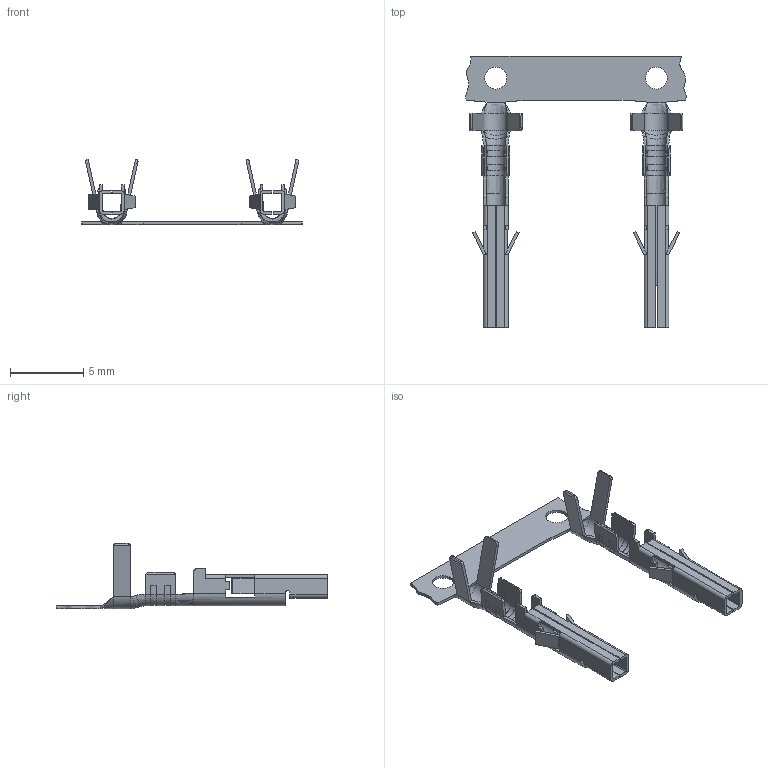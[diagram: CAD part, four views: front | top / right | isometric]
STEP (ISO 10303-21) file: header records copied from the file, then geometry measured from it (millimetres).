
FILE_DESCRIPTION( ( 'Unknown' ), '1' );
FILE_NAME( '64900613722.stp', 'Unknown', ( 'Unknown' ), ( 'Unknown' ), 'PSStep 17.0.49', 'Unknown', ' ' );
FILE_SCHEMA( ( 'AUTOMOTIVE_DESIGN { 1 0 10303 214 1 1 1 1 }' ) );
Length unit declared in the file: millimetre
Products named in the file (1): 1
Bounding box: 15.08 x 18.6 x 4.5 mm (x, y, z)
Volume: 40.1 mm3; surface area: 451.1 mm2
Topology: 1 solids, 1 shells, 366 faces, 954 edges, 582 vertices
Faces by surface type: plane 238, cylinder 86, bspline 40, extrusion 2
Full cylindrical faces by diameter (mm): 1.5 x2
Entity records: 14759 total; most frequent: CARTESIAN_POINT 3026, ORIENTED_EDGE 1904, DIRECTION 1718, EDGE_CURVE 952, VECTOR 680, LINE 678, VERTEX_POINT 582, AXIS2_PLACEMENT_3D 519
